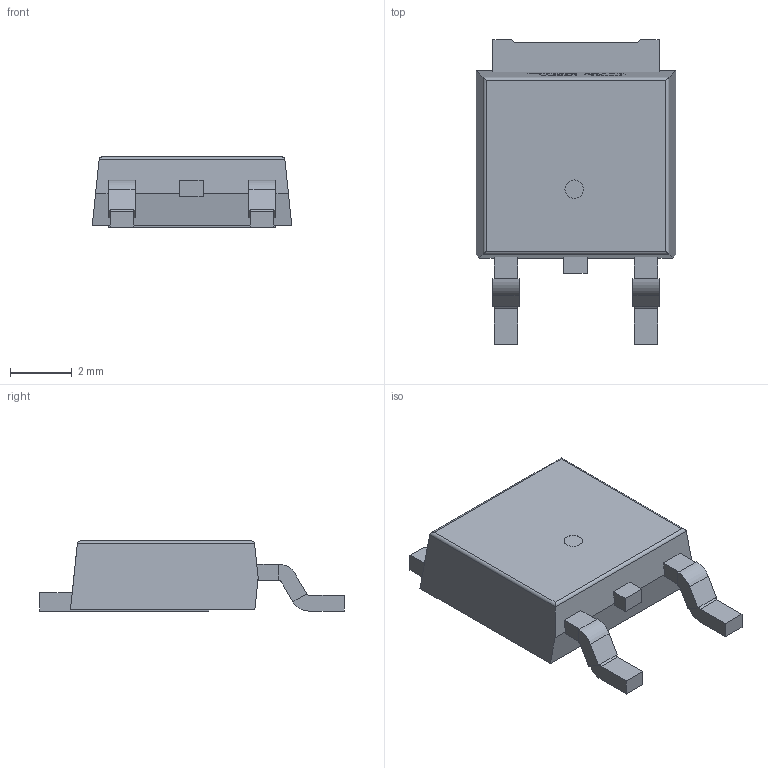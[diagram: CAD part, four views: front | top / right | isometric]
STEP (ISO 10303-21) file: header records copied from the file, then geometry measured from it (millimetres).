
FILE_DESCRIPTION (( 'STEP AP214' ), '1' );
FILE_NAME ('TO-252-2_L6.5-W6.1-P4.56-LS9.9-BR-CW.step', '2022-08-01T12:53:56', ( '' ), ( '' ), 'SwSTEP 2.0', 'SolidWorks 2020', '' );
FILE_SCHEMA (( 'AUTOMOTIVE_DESIGN' ));
Length unit declared in the file: millimetre
Products named in the file (1): TO-252-2_L6.5-W6.1-P4.56-LS9.9-BR-CW
Bounding box: 6.49 x 9.9 x 2.28 mm (x, y, z)
Volume: 89.7 mm3; surface area: 158.9 mm2
Topology: 1 solids, 1 shells, 312 faces, 847 edges, 558 vertices
Faces by surface type: plane 196, bspline 98, cylinder 18
Entity records: 13697 total; most frequent: CARTESIAN_POINT 3036, ORIENTED_EDGE 1694, DIRECTION 1101, EDGE_CURVE 847, LINE 615, VECTOR 615, VERTEX_POINT 558, EDGE_LOOP 333
